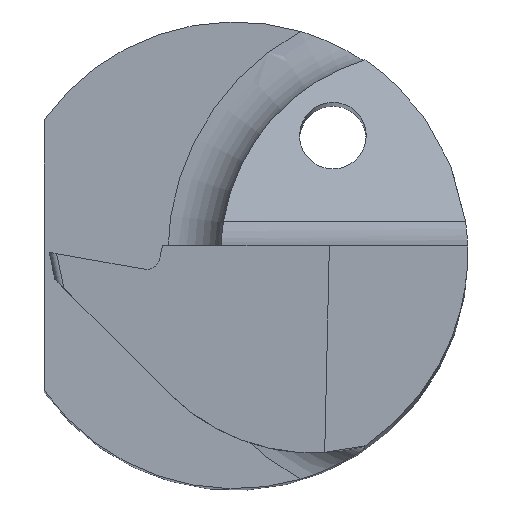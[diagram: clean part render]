
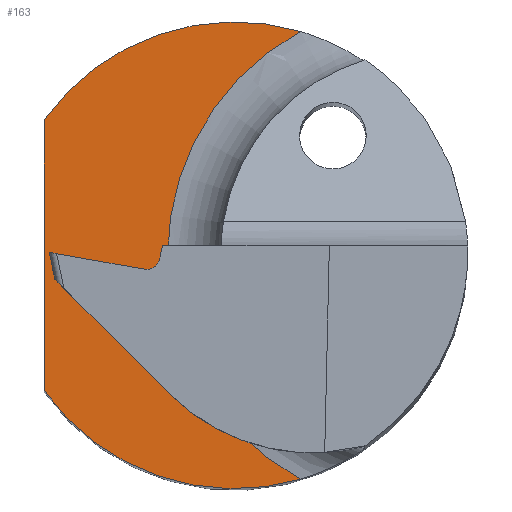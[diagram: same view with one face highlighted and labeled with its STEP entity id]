
A CAD part, top view. The second image highlights one B-rep face of the part: STEP entity #163.
In plain terms, the highlighted planar face has unit normal (0, 0, 1).
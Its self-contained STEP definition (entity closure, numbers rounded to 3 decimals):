
#41 = DIRECTION ( 'NONE',  ( 0., 0., 1. ) ) ;
#45 = ORIENTED_EDGE ( 'NONE', *, *, #685, .F. ) ;
#56 = ORIENTED_EDGE ( 'NONE', *, *, #664, .F. ) ;
#76 = AXIS2_PLACEMENT_3D ( 'NONE', #327, #635, #431 ) ;
#79 = DIRECTION ( 'NONE',  ( 0., 0., -1. ) ) ;
#84 = PLANE ( 'NONE',  #611 ) ;
#89 = VECTOR ( 'NONE', #249, 1000. ) ;
#91 = DIRECTION ( 'NONE',  ( -1., 0., 0. ) ) ;
#135 = CARTESIAN_POINT ( 'NONE',  ( 2.827, 0., 15. ) ) ;
#141 = CIRCLE ( 'NONE', #786, 3.5 ) ;
#149 = CARTESIAN_POINT ( 'NONE',  ( -2.85, -2.032, 15. ) ) ;
#157 = DIRECTION ( 'NONE',  ( -1., 0., 0. ) ) ;
#162 = CARTESIAN_POINT ( 'NONE',  ( -2.85, 2.032, 15. ) ) ;
#163 = ADVANCED_FACE ( 'NONE', ( #830 ), #84, .T. ) ;
#197 = VERTEX_POINT ( 'NONE', #162 ) ;
#210 = VERTEX_POINT ( 'NONE', #546 ) ;
#232 = DIRECTION ( 'NONE',  ( 0., 0., 1. ) ) ;
#249 = DIRECTION ( 'NONE',  ( 0., 1., 0. ) ) ;
#314 = CARTESIAN_POINT ( 'NONE',  ( -2.85, 2.032, 15. ) ) ;
#327 = CARTESIAN_POINT ( 'NONE',  ( 0., 0., 15. ) ) ;
#332 = EDGE_LOOP ( 'NONE', ( #45, #721, #601, #56, #650 ) ) ;
#389 = CARTESIAN_POINT ( 'NONE',  ( 0.325, -0.054, 15. ) ) ;
#431 = DIRECTION ( 'NONE',  ( -1., 0., 0. ) ) ;
#464 = AXIS2_PLACEMENT_3D ( 'NONE', #135, #41, #931 ) ;
#482 = CARTESIAN_POINT ( 'NONE',  ( 0.99, -3.357, 15. ) ) ;
#497 = EDGE_CURVE ( 'NONE', #789, #197, #548, .T. ) ;
#532 = AXIS2_PLACEMENT_3D ( 'NONE', #533, #669, #157 ) ;
#533 = CARTESIAN_POINT ( 'NONE',  ( 2.827, 0., 15. ) ) ;
#546 = CARTESIAN_POINT ( 'NONE',  ( -1., 0., 15. ) ) ;
#548 = LINE ( 'NONE', #314, #89 ) ;
#584 = VERTEX_POINT ( 'NONE', #916 ) ;
#601 = ORIENTED_EDGE ( 'NONE', *, *, #760, .F. ) ;
#611 = AXIS2_PLACEMENT_3D ( 'NONE', #389, #232, #91 ) ;
#612 = CIRCLE ( 'NONE', #464, 3.827 ) ;
#635 = DIRECTION ( 'NONE',  ( 0., 0., -1. ) ) ;
#650 = ORIENTED_EDGE ( 'NONE', *, *, #813, .F. ) ;
#664 = EDGE_CURVE ( 'NONE', #210, #676, #612, .T. ) ;
#669 = DIRECTION ( 'NONE',  ( 0., 0., 1. ) ) ;
#676 = VERTEX_POINT ( 'NONE', #482 ) ;
#685 = EDGE_CURVE ( 'NONE', #197, #584, #957, .T. ) ;
#721 = ORIENTED_EDGE ( 'NONE', *, *, #497, .F. ) ;
#746 = DIRECTION ( 'NONE',  ( -1., 0., 0. ) ) ;
#760 = EDGE_CURVE ( 'NONE', #676, #789, #141, .T. ) ;
#786 = AXIS2_PLACEMENT_3D ( 'NONE', #878, #79, #746 ) ;
#789 = VERTEX_POINT ( 'NONE', #149 ) ;
#813 = EDGE_CURVE ( 'NONE', #584, #210, #922, .T. ) ;
#830 = FACE_OUTER_BOUND ( 'NONE', #332, .T. ) ;
#878 = CARTESIAN_POINT ( 'NONE',  ( 0., 0., 15. ) ) ;
#916 = CARTESIAN_POINT ( 'NONE',  ( 0.99, 3.357, 15. ) ) ;
#922 = CIRCLE ( 'NONE', #532, 3.827 ) ;
#931 = DIRECTION ( 'NONE',  ( -1., 0., 0. ) ) ;
#957 = CIRCLE ( 'NONE', #76, 3.5 ) ;
